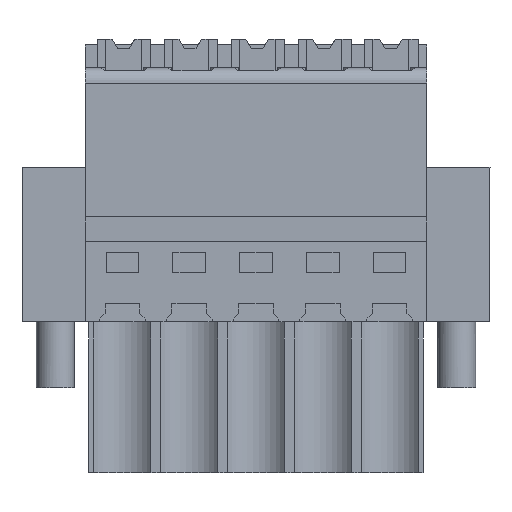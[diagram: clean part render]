
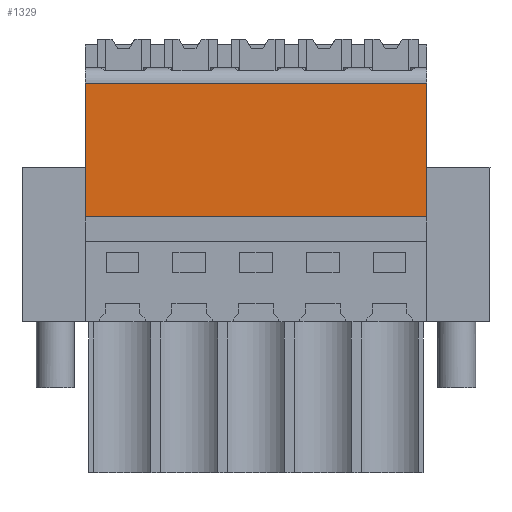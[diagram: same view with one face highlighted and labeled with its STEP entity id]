
A CAD part, front view. The second image highlights one B-rep face of the part: STEP entity #1329.
In plain terms, the highlighted planar face has unit normal (0, -1, 0).
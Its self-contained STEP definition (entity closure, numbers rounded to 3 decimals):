
#765=AXIS2_PLACEMENT_3D('Plane Axis2P3D',#762,#763,#764) ;
#70=CARTESIAN_POINT('Vertex',(3.3,0.,13.4)) ;
#73=CARTESIAN_POINT('Line Origine',(3.3,0.,16.9)) ;
#77=CARTESIAN_POINT('Vertex',(3.3,0.,20.4)) ;
#762=CARTESIAN_POINT('Axis2P3D Location',(6.8,0.,12.1)) ;
#1295=CARTESIAN_POINT('Vertex',(21.2,0.,13.4)) ;
#1298=CARTESIAN_POINT('Line Origine',(12.25,0.,13.4)) ;
#1311=CARTESIAN_POINT('Line Origine',(21.2,0.,16.9)) ;
#1315=CARTESIAN_POINT('Vertex',(21.2,0.,20.4)) ;
#1318=CARTESIAN_POINT('Line Origine',(12.25,0.,20.4)) ;
#74=DIRECTION('Vector Direction',(0.,0.,-1.)) ;
#763=DIRECTION('Axis2P3D Direction',(0.,-1.,0.)) ;
#764=DIRECTION('Axis2P3D XDirection',(0.,0.,-1.)) ;
#1299=DIRECTION('Vector Direction',(1.,0.,0.)) ;
#1312=DIRECTION('Vector Direction',(0.,0.,-1.)) ;
#1319=DIRECTION('Vector Direction',(1.,0.,0.)) ;
#75=VECTOR('Line Direction',#74,1.) ;
#1300=VECTOR('Line Direction',#1299,1.) ;
#1313=VECTOR('Line Direction',#1312,1.) ;
#1320=VECTOR('Line Direction',#1319,1.) ;
#1324=ORIENTED_EDGE('',*,*,#79,.F.) ;
#1325=ORIENTED_EDGE('',*,*,#1302,.T.) ;
#1326=ORIENTED_EDGE('',*,*,#1317,.F.) ;
#1327=ORIENTED_EDGE('',*,*,#1322,.F.) ;
#1329=ADVANCED_FACE('HOUSING',(#1328),#766,.T.) ;
#79=EDGE_CURVE('',#71,#78,#76,.F.) ;
#1302=EDGE_CURVE('',#71,#1296,#1301,.T.) ;
#1317=EDGE_CURVE('',#1316,#1296,#1314,.T.) ;
#1322=EDGE_CURVE('',#78,#1316,#1321,.T.) ;
#1323=EDGE_LOOP('',(#1324,#1325,#1326,#1327)) ;
#1328=FACE_OUTER_BOUND('',#1323,.T.) ;
#76=LINE('Line',#73,#75) ;
#1301=LINE('Line',#1298,#1300) ;
#1314=LINE('Line',#1311,#1313) ;
#1321=LINE('Line',#1318,#1320) ;
#766=PLANE('',#765) ;
#71=VERTEX_POINT('',#70) ;
#78=VERTEX_POINT('',#77) ;
#1296=VERTEX_POINT('',#1295) ;
#1316=VERTEX_POINT('',#1315) ;
